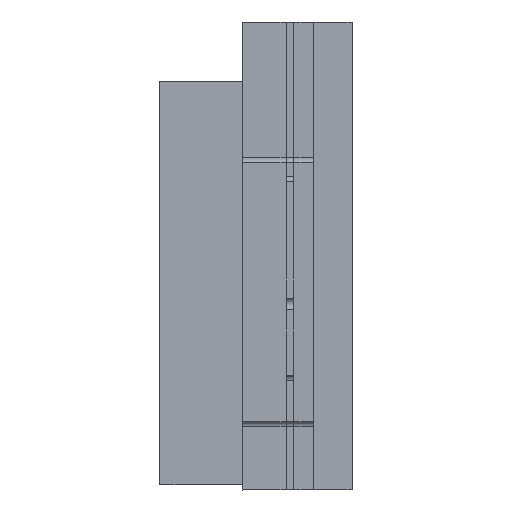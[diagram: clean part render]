
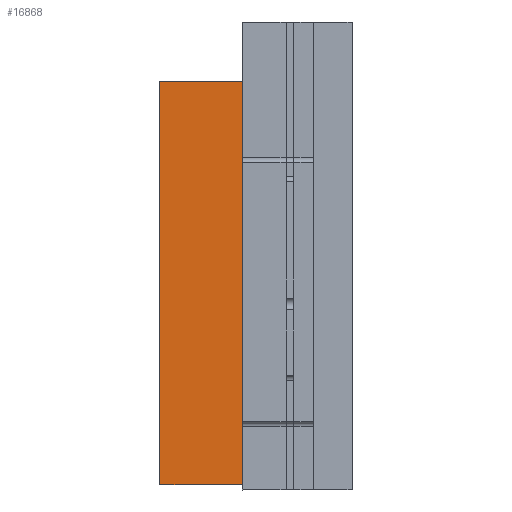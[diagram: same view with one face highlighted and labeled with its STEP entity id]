
A CAD part, left-side view. The second image highlights one B-rep face of the part: STEP entity #16868.
In plain terms, the highlighted planar face has unit normal (-1, 0, 0).
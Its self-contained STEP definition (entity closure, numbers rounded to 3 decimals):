
#21 = DIRECTION ( 'NONE',  ( 0., 0., -1. ) ) ;
#738 = VECTOR ( 'NONE', #18863, 1000. ) ;
#950 = EDGE_CURVE ( 'NONE', #7197, #20270, #18906, .T. ) ;
#1042 = CARTESIAN_POINT ( 'NONE',  ( 30.873, 7.85, -18.067 ) ) ;
#1172 = VECTOR ( 'NONE', #20513, 1000. ) ;
#1542 = LINE ( 'NONE', #17688, #16587 ) ;
#1831 = CARTESIAN_POINT ( 'NONE',  ( 30.873, 16.35, 291545. ) ) ;
#3138 = DIRECTION ( 'NONE',  ( -1., 0., 0. ) ) ;
#3556 = CARTESIAN_POINT ( 'NONE',  ( 30.873, 7.85, -9.117 ) ) ;
#4032 = VERTEX_POINT ( 'NONE', #8459 ) ;
#4652 = ORIENTED_EDGE ( 'NONE', *, *, #950, .F. ) ;
#4770 = VERTEX_POINT ( 'NONE', #12821 ) ;
#6006 = EDGE_CURVE ( 'NONE', #8627, #22670, #9366, .T. ) ;
#6140 = CARTESIAN_POINT ( 'NONE',  ( 30.873, 6.35, -18.067 ) ) ;
#6228 = CARTESIAN_POINT ( 'NONE',  ( 30.873, 7.85, 291545. ) ) ;
#6793 = DIRECTION ( 'NONE',  ( 0., 1., 0. ) ) ;
#7097 = CARTESIAN_POINT ( 'NONE',  ( 30.873, 6.35, -9.117 ) ) ;
#7197 = VERTEX_POINT ( 'NONE', #15864 ) ;
#7577 = VECTOR ( 'NONE', #17053, 1000. ) ;
#8128 = CARTESIAN_POINT ( 'NONE',  ( 30.873, 6.35, -18.067 ) ) ;
#8163 = VECTOR ( 'NONE', #22864, 1000. ) ;
#8459 = CARTESIAN_POINT ( 'NONE',  ( 30.873, 16.35, -30.997 ) ) ;
#8599 = EDGE_CURVE ( 'NONE', #7197, #4032, #21353, .T. ) ;
#8627 = VERTEX_POINT ( 'NONE', #7097 ) ;
#9366 = LINE ( 'NONE', #14170, #20697 ) ;
#9479 = ORIENTED_EDGE ( 'NONE', *, *, #8599, .T. ) ;
#9887 = EDGE_CURVE ( 'NONE', #8627, #12840, #1542, .T. ) ;
#10321 = LINE ( 'NONE', #8128, #1172 ) ;
#10376 = CARTESIAN_POINT ( 'NONE',  ( 30.873, 16.35, -30.997 ) ) ;
#10475 = DIRECTION ( 'NONE',  ( 0., 0., -1. ) ) ;
#11692 = VERTEX_POINT ( 'NONE', #1042 ) ;
#11771 = ORIENTED_EDGE ( 'NONE', *, *, #13987, .F. ) ;
#11992 = ORIENTED_EDGE ( 'NONE', *, *, #21466, .F. ) ;
#12375 = CARTESIAN_POINT ( 'NONE',  ( 30.873, 16.35, 291545. ) ) ;
#12821 = CARTESIAN_POINT ( 'NONE',  ( 30.873, 7.85, -30.997 ) ) ;
#12840 = VERTEX_POINT ( 'NONE', #6140 ) ;
#13422 = CARTESIAN_POINT ( 'NONE',  ( 30.873, 16.35, 10.565 ) ) ;
#13482 = CARTESIAN_POINT ( 'NONE',  ( 30.873, 7.85, 291545. ) ) ;
#13664 = ORIENTED_EDGE ( 'NONE', *, *, #9887, .F. ) ;
#13744 = VECTOR ( 'NONE', #22562, 1000. ) ;
#13987 = EDGE_CURVE ( 'NONE', #12840, #11692, #10321, .T. ) ;
#14170 = CARTESIAN_POINT ( 'NONE',  ( 30.873, 6.35, -9.117 ) ) ;
#15472 = LINE ( 'NONE', #13482, #738 ) ;
#15502 = ORIENTED_EDGE ( 'NONE', *, *, #16052, .T. ) ;
#15769 = PLANE ( 'NONE',  #17517 ) ;
#15864 = CARTESIAN_POINT ( 'NONE',  ( 30.873, 16.35, 10.565 ) ) ;
#16052 = EDGE_CURVE ( 'NONE', #4032, #4770, #19394, .T. ) ;
#16587 = VECTOR ( 'NONE', #21, 1000. ) ;
#16812 = CARTESIAN_POINT ( 'NONE',  ( 30.873, 7.85, 10.565 ) ) ;
#16838 = ORIENTED_EDGE ( 'NONE', *, *, #18734, .F. ) ;
#16868 = ADVANCED_FACE ( 'NONE', ( #20904 ), #15769, .T. ) ;
#17053 = DIRECTION ( 'NONE',  ( 0., -1., 0. ) ) ;
#17517 = AXIS2_PLACEMENT_3D ( 'NONE', #12375, #3138, #19398 ) ;
#17688 = CARTESIAN_POINT ( 'NONE',  ( 30.873, 6.35, -18.067 ) ) ;
#17768 = ORIENTED_EDGE ( 'NONE', *, *, #6006, .T. ) ;
#18734 = EDGE_CURVE ( 'NONE', #11692, #4770, #15472, .T. ) ;
#18863 = DIRECTION ( 'NONE',  ( 0., 0., -1. ) ) ;
#18906 = LINE ( 'NONE', #13422, #7577 ) ;
#19234 = EDGE_LOOP ( 'NONE', ( #11992, #4652, #9479, #15502, #16838, #11771, #13664, #17768 ) ) ;
#19394 = LINE ( 'NONE', #10376, #8163 ) ;
#19398 = DIRECTION ( 'NONE',  ( 0., 0., 1. ) ) ;
#20270 = VERTEX_POINT ( 'NONE', #16812 ) ;
#20513 = DIRECTION ( 'NONE',  ( 0., 1., 0. ) ) ;
#20697 = VECTOR ( 'NONE', #6793, 1000. ) ;
#20904 = FACE_OUTER_BOUND ( 'NONE', #19234, .T. ) ;
#21353 = LINE ( 'NONE', #1831, #22270 ) ;
#21466 = EDGE_CURVE ( 'NONE', #20270, #22670, #22236, .T. ) ;
#22236 = LINE ( 'NONE', #6228, #13744 ) ;
#22270 = VECTOR ( 'NONE', #10475, 1000. ) ;
#22562 = DIRECTION ( 'NONE',  ( 0., 0., -1. ) ) ;
#22670 = VERTEX_POINT ( 'NONE', #3556 ) ;
#22864 = DIRECTION ( 'NONE',  ( 0., -1., 0. ) ) ;
